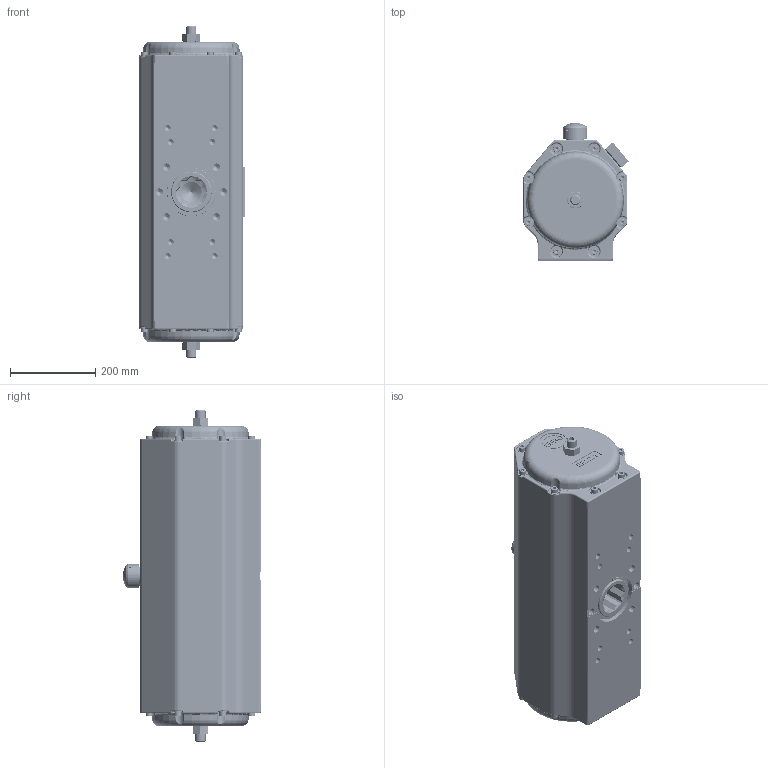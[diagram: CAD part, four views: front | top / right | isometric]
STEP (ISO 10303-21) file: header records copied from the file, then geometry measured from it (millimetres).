
FILE_DESCRIPTION(/* description */ (''),/* implementation_level */ '2;1');
FILE_NAME(/* name */ 'EB22_1 - SYD F16.stp',/* time_stamp */ '2017-11-22T09:52:27+01:00',/* author */ ('Brumpreuksch'),/* organization */ (''),/* preprocessor_version */ 'ST-DEVELOPER v16.5',/* originating_system */ 'Autodesk Inventor 2017',/* authorisation */ '');
FILE_SCHEMA (('AUTOMOTIVE_DESIGN { 1 0 10303 214 3 1 1 }'));
Products named in the file (1): EB22_1 - SYD F16
Bounding box: 247.02 x 322.5 x 778 mm (x, y, z)
Volume: 156238.5 mm3; surface area: 2381337.4 mm2
Topology: 93 solids, 94 shells, 3581 faces, 8594 edges, 5206 vertices
Faces by surface type: plane 1176, cylinder 835, bspline 690, torus 368, cone 313, sphere 199
Full cylindrical faces by diameter (mm): 2 x10, 2.5 x2, 3 x28, 3.5 x2, 4.134 x4, 4.2 x1, 4.917 x7, 5 x24, 5.5 x1, 6 x2, 6.6 x2, 8.376 x18, 10 x18, 10.5 x16, 11 x18, 12 x5, 13.835 x8, 16 x16, 16.5 x1, 17.294 x6, 18.631 x2, 20 x16, 21 x1, 24 x6, 26 x6, 26.05 x2, 28 x9, 30 x3, 32.5 x2, 34 x1
Entity records: 127340 total; most frequent: CARTESIAN_POINT 47764, ORIENTED_EDGE 15410, DIRECTION 15377, EDGE_CURVE 7695, AXIS2_PLACEMENT_3D 6356, VERTEX_POINT 4951, EDGE_LOOP 4430, FACE_OUTER_BOUND 3573
